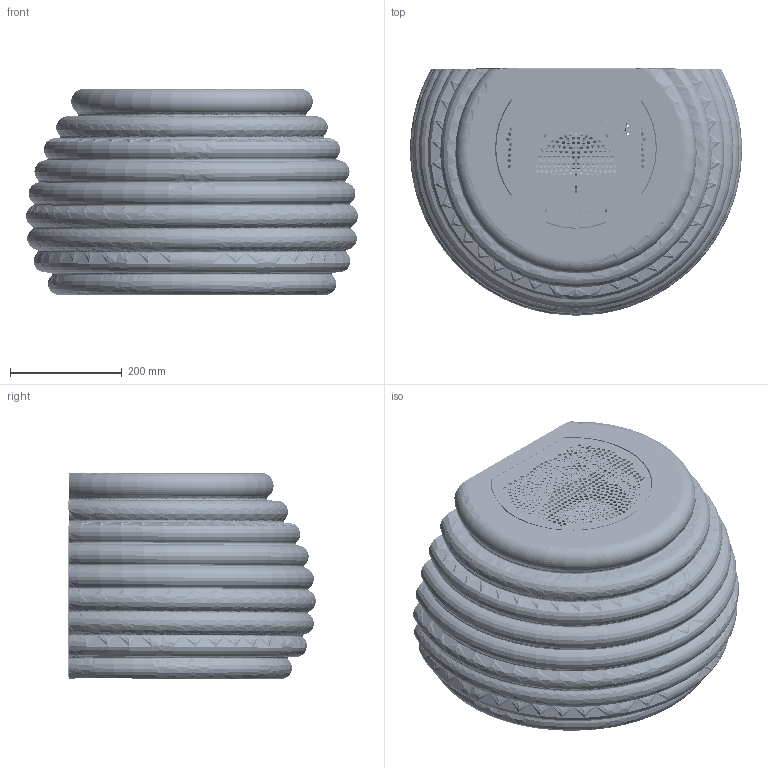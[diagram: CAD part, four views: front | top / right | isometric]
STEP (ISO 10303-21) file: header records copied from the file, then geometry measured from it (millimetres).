
FILE_DESCRIPTION (( 'STEP AP214' ), '1' );
FILE_NAME ('SLT104_082016_A.STEP', '2017-02-20T15:22:06', ( 'elisei' ), ( '' ), 'SwSTEP 2.0', 'SolidWorks 2016', '' );
FILE_SCHEMA (( 'AUTOMOTIVE_DESIGN' ));
Length unit declared in the file: millimetre
Products named in the file (1): SLT104_082016_A
Bounding box: 594.94 x 443.53 x 370 mm (x, y, z)
Surface area: 2877245.9 mm2 (no closed solid volume)
Topology: 0 solids, 104 shells, 2445 faces, 9292 edges, 6790 vertices
Faces by surface type: cylinder 2165, plane 225, bspline 38, torus 15, cone 2
Entity records: 170968 total; most frequent: CARTESIAN_POINT 57824, DIRECTION 19297, ORIENTED_EDGE 15951, EDGE_CURVE 9292, AXIS2_PLACEMENT_3D 7888, VERTEX_POINT 6790, CIRCLE 5480, EDGE_LOOP 4625
